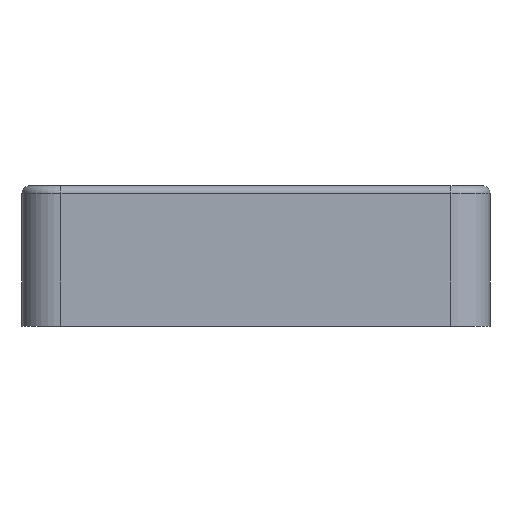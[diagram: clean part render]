
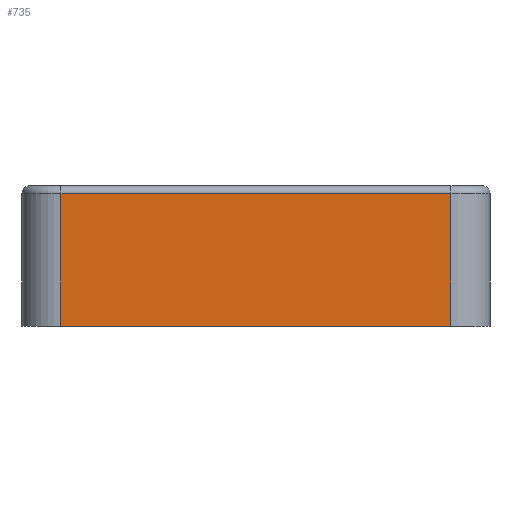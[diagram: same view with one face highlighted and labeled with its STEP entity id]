
A CAD part, left-side view. The second image highlights one B-rep face of the part: STEP entity #735.
In plain terms, the highlighted planar face has unit normal (-1, 0, 0).
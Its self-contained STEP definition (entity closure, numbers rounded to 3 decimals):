
#130 = VECTOR ( 'NONE', #1197, 1000. ) ;
#155 = DIRECTION ( 'NONE',  ( 0., 0., -1. ) ) ;
#196 = ORIENTED_EDGE ( 'NONE', *, *, #1849, .T. ) ;
#210 = EDGE_CURVE ( 'NONE', #2176, #2485, #1119, .T. ) ;
#369 = FACE_OUTER_BOUND ( 'NONE', #2271, .T. ) ;
#534 = LINE ( 'NONE', #1391, #1099 ) ;
#544 = AXIS2_PLACEMENT_3D ( 'NONE', #1067, #829, #2764 ) ;
#550 = DIRECTION ( 'NONE',  ( 0., 1., 0. ) ) ;
#594 = CARTESIAN_POINT ( 'NONE',  ( -40., -25., 18. ) ) ;
#653 = ORIENTED_EDGE ( 'NONE', *, *, #718, .F. ) ;
#657 = CARTESIAN_POINT ( 'NONE',  ( -40., 25., 17. ) ) ;
#718 = EDGE_CURVE ( 'NONE', #2035, #2485, #1915, .T. ) ;
#735 = ADVANCED_FACE ( 'NONE', ( #369 ), #1898, .F. ) ;
#822 = LINE ( 'NONE', #1396, #2612 ) ;
#829 = DIRECTION ( 'NONE',  ( 1., 0., 0. ) ) ;
#894 = EDGE_CURVE ( 'NONE', #2035, #2325, #534, .T. ) ;
#1067 = CARTESIAN_POINT ( 'NONE',  ( -40., 25., 18. ) ) ;
#1099 = VECTOR ( 'NONE', #550, 1000. ) ;
#1119 = LINE ( 'NONE', #1433, #130 ) ;
#1160 = CARTESIAN_POINT ( 'NONE',  ( -40., -25., 17. ) ) ;
#1197 = DIRECTION ( 'NONE',  ( 0., -1., 0. ) ) ;
#1391 = CARTESIAN_POINT ( 'NONE',  ( -40., 25., 17. ) ) ;
#1396 = CARTESIAN_POINT ( 'NONE',  ( -40., 25., 18. ) ) ;
#1433 = CARTESIAN_POINT ( 'NONE',  ( -40., 25., 0. ) ) ;
#1770 = VECTOR ( 'NONE', #155, 1000. ) ;
#1783 = ORIENTED_EDGE ( 'NONE', *, *, #894, .T. ) ;
#1849 = EDGE_CURVE ( 'NONE', #2325, #2176, #822, .T. ) ;
#1898 = PLANE ( 'NONE',  #544 ) ;
#1915 = LINE ( 'NONE', #594, #1770 ) ;
#2035 = VERTEX_POINT ( 'NONE', #1160 ) ;
#2097 = CARTESIAN_POINT ( 'NONE',  ( -40., 25., 0. ) ) ;
#2176 = VERTEX_POINT ( 'NONE', #2097 ) ;
#2271 = EDGE_LOOP ( 'NONE', ( #653, #1783, #196, #2372 ) ) ;
#2325 = VERTEX_POINT ( 'NONE', #657 ) ;
#2372 = ORIENTED_EDGE ( 'NONE', *, *, #210, .T. ) ;
#2441 = CARTESIAN_POINT ( 'NONE',  ( -40., -25., 0. ) ) ;
#2485 = VERTEX_POINT ( 'NONE', #2441 ) ;
#2551 = DIRECTION ( 'NONE',  ( 0., 0., -1. ) ) ;
#2612 = VECTOR ( 'NONE', #2551, 1000. ) ;
#2764 = DIRECTION ( 'NONE',  ( 0., 1., 0. ) ) ;
